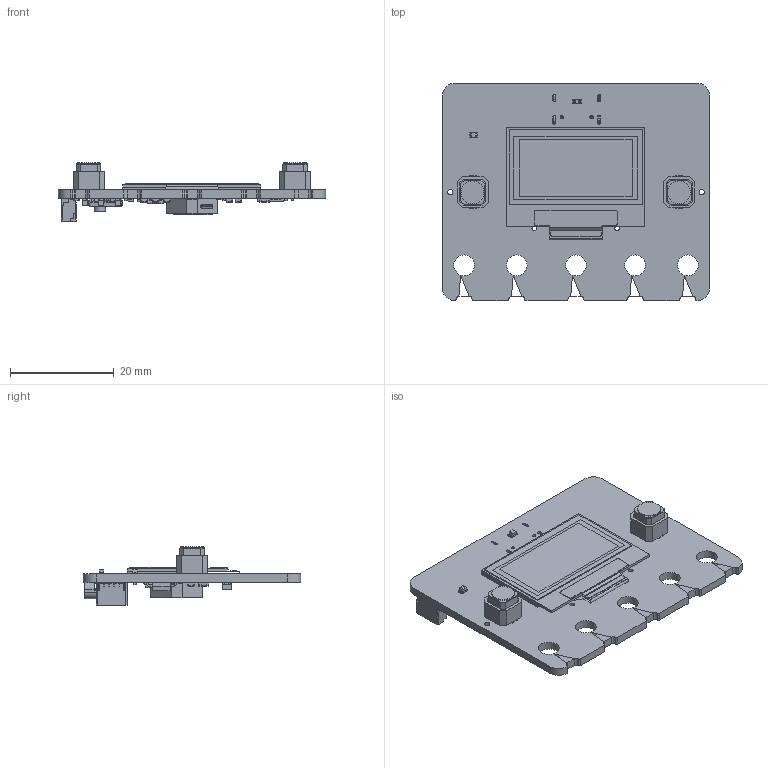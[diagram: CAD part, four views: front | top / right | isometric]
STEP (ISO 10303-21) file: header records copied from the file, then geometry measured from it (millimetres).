
FILE_DESCRIPTION(('Open CASCADE Model'),'2;1');
FILE_NAME('Open CASCADE Shape Model','2025-04-08T12:59:09',('Author'),( 'Open CASCADE'),'Open CASCADE STEP processor 7.5','Open CASCADE 7.5' ,'Unknown');
FILE_SCHEMA(('AUTOMOTIVE_DESIGN { 1 0 10303 214 1 1 1 1 }'));
Length unit declared in the file: millimetre
Products named in the file (91): PCB; Board; Open CASCADE STEP translator 7.5 12.1.1; R1; User Library-R SMD 0402; User Library-R SMD 0402_0402 BODY; User Library-R SMD 0402_0402 PAD; User Library-R SMD 0402_0402 OPIS; LIGHT; User Library-LTST-C190TBKT; User Library-LTST-C190TBKT_Pad; User Library-LTST-C190TBKT_Pad005; User Library-LTST-C190TBKT_Pad001; User Library-LTST-C190TBKT_Pad004; User Library-LTST-C190TBKT_Pad003; User Library-LTST-C190TBKT_Lens; U2; 0_96__OLED v7; STAT1; 0603 LED Green; Solid1; Solid4; R4; 6897532176; Extruded; 6897532416; C13; 0805 SMD Capacitor; C12; C11; C9; C8; RESET; 4.2x3.2Button; D; DUELink-Connector-BM04B-SRSS-TB; C1; 6897522256; 6897524656; C2 ...
Assembly tree (126 placements, depth 4):
  PCB
    Board
      Open CASCADE STEP translator 7.5 12.1.1
    R1
      User Library-R SMD 0402
        User Library-R SMD 0402_0402 BODY
        User Library-R SMD 0402_0402 PAD  x2
        User Library-R SMD 0402_0402 OPIS
    LIGHT
      User Library-LTST-C190TBKT
        User Library-LTST-C190TBKT_Pad
        User Library-LTST-C190TBKT_Pad005
        User Library-LTST-C190TBKT_Pad001
        User Library-LTST-C190TBKT_Pad004
        User Library-LTST-C190TBKT_Pad003
        User Library-LTST-C190TBKT_Lens
    U2
      0_96__OLED v7
    STAT1
      0603 LED Green
        Solid1
        Solid4
        Solid1
        Solid1
        Solid4
        Solid1
        Solid1
        Solid1
    R4
      6897532176  x2
        Extruded
      6897532416
        Extruded
    C13
      0805 SMD Capacitor
    C12
      0805 SMD Capacitor
    C11
      0805 SMD Capacitor
    C9
      0805 SMD Capacitor
    C8
      0805 SMD Capacitor
    RESET
      4.2x3.2Button
    D
      DUELink-Connector-BM04B-SRSS-TB
    C1
      6897522256
        Extruded
      6897524656  x2
        Extruded
    C2
      0805 SMD Capacitor
    R7
      6897530096  x2
        Extruded
      6897529856
        Extruded
    R6
Bounding box: 51.6 x 42 x 11.22 mm (x, y, z)
Volume: 4691 mm3; surface area: 9431.7 mm2
Topology: 139 solids, 151 shells, 5127 faces, 14892 edges, 11458 vertices
Faces by surface type: plane 3384, cylinder 1121, bspline 468, sphere 112, cone 34, torus 8
Full cylindrical faces by diameter (mm): 0.3 x6, 0.5 x5, 0.65 x2, 0.9 x2, 1 x2, 1.149 x1, 4 x5, 4.4 x2
Entity records: 168744 total; most frequent: CARTESIAN_POINT 36695, ORIENTED_EDGE 21668, DIRECTION 21055, EDGE_CURVE 10834, LINE 9411, VECTOR 9411, VERTEX_POINT 7050, AXIS2_PLACEMENT_3D 5822
